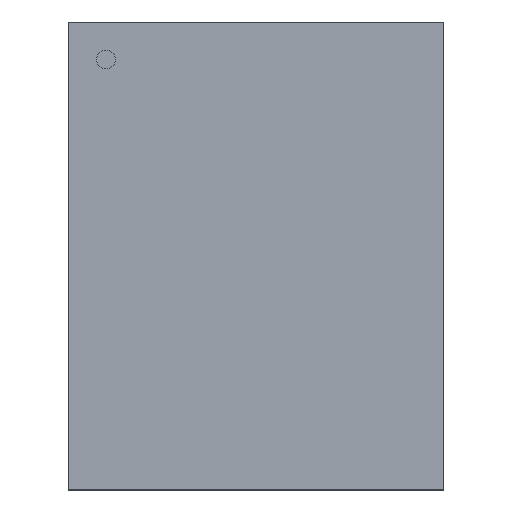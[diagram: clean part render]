
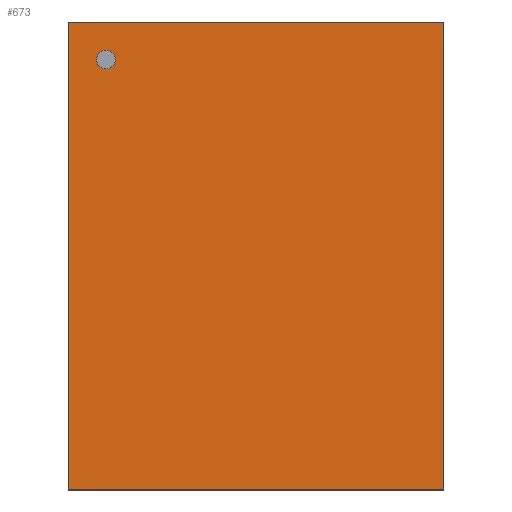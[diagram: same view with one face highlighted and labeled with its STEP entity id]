
A CAD part, top view. The second image highlights one B-rep face of the part: STEP entity #673.
In plain terms, the highlighted planar face has unit normal (0, 0, 1).
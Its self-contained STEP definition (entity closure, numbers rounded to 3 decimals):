
#449=CARTESIAN_POINT('',(0.826,-1.029,0.635));
#448=VERTEX_POINT('',#449);
#459=CARTESIAN_POINT('',(-0.826,-1.029,0.635));
#458=VERTEX_POINT('',#459);
#457=EDGE_CURVE('',#458,#448,#462,.T.);
#462=LINE('',#459,#464);
#464=VECTOR('',#465,1.651);
#465=DIRECTION('',(1.0,0.0,0.0));
#498=CARTESIAN_POINT('',(0.826,1.029,0.635));
#497=VERTEX_POINT('',#498);
#506=EDGE_CURVE('',#448,#497,#511,.T.);
#511=LINE('',#449,#513);
#513=VECTOR('',#514,2.057);
#514=DIRECTION('',(0.0,1.0,0.0));
#547=CARTESIAN_POINT('',(-0.826,1.029,0.635));
#546=VERTEX_POINT('',#547);
#555=EDGE_CURVE('',#497,#546,#560,.T.);
#560=LINE('',#498,#562);
#562=VECTOR('',#563,1.651);
#563=DIRECTION('',(-1.0,0.0,0.0));
#604=EDGE_CURVE('',#546,#458,#609,.T.);
#609=LINE('',#547,#611);
#611=VECTOR('',#612,2.057);
#612=DIRECTION('',(0.0,-1.0,0.0));
#673=ADVANCED_FACE('',(#679),#674,.T.);
#674=PLANE('',#675);
#675=AXIS2_PLACEMENT_3D('',#676,#677,#678);
#676=CARTESIAN_POINT('',(-0.826,-1.029,0.635));
#677=DIRECTION('',(0.0,0.0,1.0));
#678=DIRECTION('',(0.,1.,0.));
#679=FACE_OUTER_BOUND('',#680,.T.);
#680=EDGE_LOOP('',(#681,#691,#701,#711));
#681=ORIENTED_EDGE('',*,*,#457,.T.);
#691=ORIENTED_EDGE('',*,*,#506,.T.);
#701=ORIENTED_EDGE('',*,*,#555,.T.);
#711=ORIENTED_EDGE('',*,*,#604,.T.);
